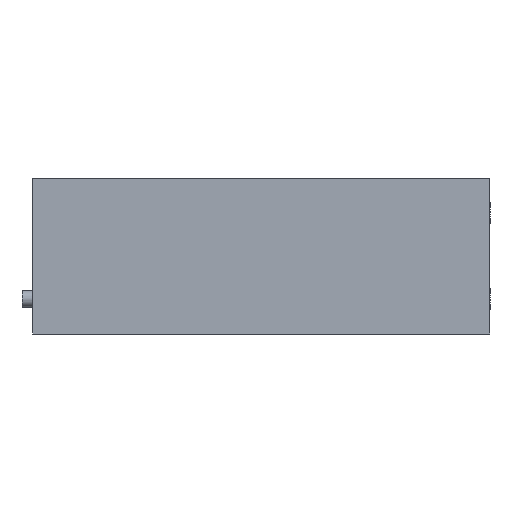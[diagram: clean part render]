
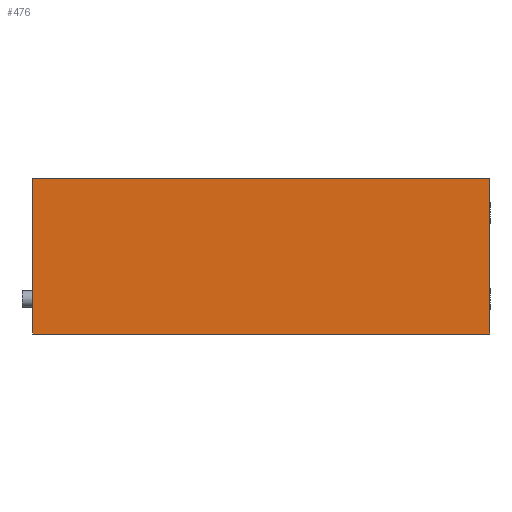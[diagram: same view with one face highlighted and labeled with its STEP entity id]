
A CAD part, left-side view. The second image highlights one B-rep face of the part: STEP entity #476.
In plain terms, the highlighted planar face has unit normal (-1, 0, 0).
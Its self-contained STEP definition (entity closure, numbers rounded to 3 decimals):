
#7 = VERTEX_POINT ( 'NONE', #403 ) ;
#20 = ORIENTED_EDGE ( 'NONE', *, *, #922, .T. ) ;
#31 = CARTESIAN_POINT ( 'NONE',  ( -212.5, -212.5, 145. ) ) ;
#42 = ORIENTED_EDGE ( 'NONE', *, *, #530, .F. ) ;
#55 = AXIS2_PLACEMENT_3D ( 'NONE', #362, #754, #463 ) ;
#60 = PLANE ( 'NONE',  #55 ) ;
#88 = VERTEX_POINT ( 'NONE', #870 ) ;
#95 = LINE ( 'NONE', #31, #401 ) ;
#118 = EDGE_LOOP ( 'NONE', ( #593, #42, #173, #20 ) ) ;
#126 = VERTEX_POINT ( 'NONE', #796 ) ;
#173 = ORIENTED_EDGE ( 'NONE', *, *, #378, .F. ) ;
#178 = CARTESIAN_POINT ( 'NONE',  ( -212.5, 212.5, 145. ) ) ;
#212 = FACE_OUTER_BOUND ( 'NONE', #118, .T. ) ;
#216 = VECTOR ( 'NONE', #856, 1000. ) ;
#249 = DIRECTION ( 'NONE',  ( 0., 0., -1. ) ) ;
#298 = VECTOR ( 'NONE', #249, 1000. ) ;
#362 = CARTESIAN_POINT ( 'NONE',  ( -212.5, -212.5, 145. ) ) ;
#378 = EDGE_CURVE ( 'NONE', #621, #7, #518, .T. ) ;
#384 = VECTOR ( 'NONE', #665, 1000. ) ;
#401 = VECTOR ( 'NONE', #834, 1000. ) ;
#403 = CARTESIAN_POINT ( 'NONE',  ( -212.5, -212.5, 145. ) ) ;
#439 = CARTESIAN_POINT ( 'NONE',  ( -212.5, -212.5, 145. ) ) ;
#463 = DIRECTION ( 'NONE',  ( 0., 0., -1. ) ) ;
#476 = ADVANCED_FACE ( 'NONE', ( #212 ), #60, .F. ) ;
#518 = LINE ( 'NONE', #439, #384 ) ;
#530 = EDGE_CURVE ( 'NONE', #7, #126, #95, .T. ) ;
#548 = CARTESIAN_POINT ( 'NONE',  ( -212.5, -212.5, 0. ) ) ;
#593 = ORIENTED_EDGE ( 'NONE', *, *, #937, .T. ) ;
#621 = VERTEX_POINT ( 'NONE', #883 ) ;
#665 = DIRECTION ( 'NONE',  ( 0., -1., 0. ) ) ;
#754 = DIRECTION ( 'NONE',  ( 1., 0., 0. ) ) ;
#784 = LINE ( 'NONE', #548, #216 ) ;
#796 = CARTESIAN_POINT ( 'NONE',  ( -212.5, -212.5, 0. ) ) ;
#815 = LINE ( 'NONE', #178, #298 ) ;
#834 = DIRECTION ( 'NONE',  ( 0., 0., -1. ) ) ;
#856 = DIRECTION ( 'NONE',  ( 0., -1., 0. ) ) ;
#870 = CARTESIAN_POINT ( 'NONE',  ( -212.5, 212.5, 0. ) ) ;
#883 = CARTESIAN_POINT ( 'NONE',  ( -212.5, 212.5, 145. ) ) ;
#922 = EDGE_CURVE ( 'NONE', #621, #88, #815, .T. ) ;
#937 = EDGE_CURVE ( 'NONE', #88, #126, #784, .T. ) ;
